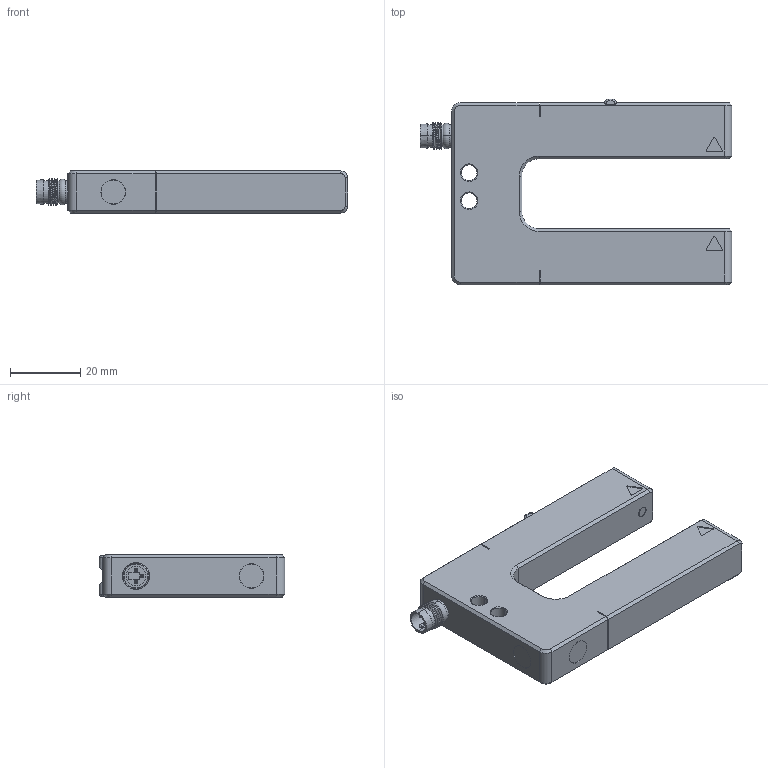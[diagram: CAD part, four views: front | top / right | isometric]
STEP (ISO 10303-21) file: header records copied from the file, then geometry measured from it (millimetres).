
FILE_DESCRIPTION((''),'2;1');
FILE_NAME('137649_SW','2007-12-26T',('banengservice'),('BANNER ENGINEERING'),'PRO/ENGINEER BY PARAMETRIC TECHNOLOGY CORPORATION, 2006170','PRO/ENGINEER BY PARAMETRIC TECHNOLOGY CORPORATION, 2006170','');
FILE_SCHEMA(('CONFIG_CONTROL_DESIGN'));
Length unit declared in the file: inch
Products named in the file (1): 137649_SW
Bounding box: 88.99 x 53 x 12 mm (x, y, z)
Volume: 23615.6 mm3; surface area: 23073.9 mm2
Topology: 2 solids, 2 shells, 1043 faces, 2746 edges, 1741 vertices
Faces by surface type: plane 563, cylinder 322, cone 112, torus 32, bspline 14
Entity records: 35418 total; most frequent: CARTESIAN_POINT 9244, ORIENTED_EDGE 5484, DIRECTION 5473, EDGE_CURVE 2742, AXIS2_PLACEMENT_3D 1859, VECTOR 1755, LINE 1755, VERTEX_POINT 1741
